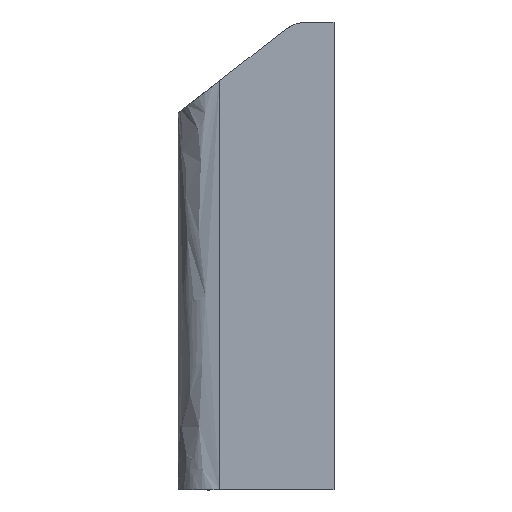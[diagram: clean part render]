
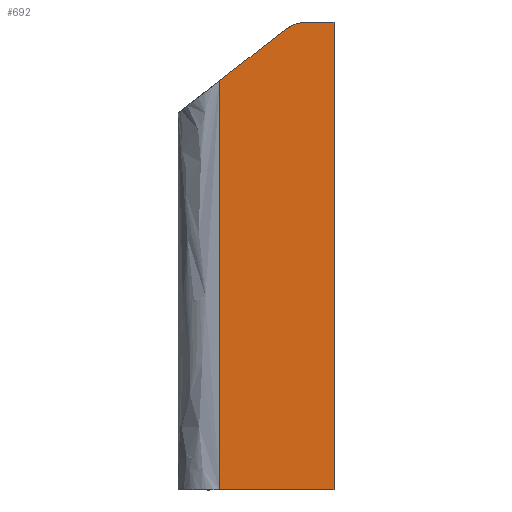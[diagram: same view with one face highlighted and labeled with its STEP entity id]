
A CAD part, front view. The second image highlights one B-rep face of the part: STEP entity #692.
In plain terms, the highlighted free-form (B-spline) face has degree [1, 1] with [2, 2] control points.
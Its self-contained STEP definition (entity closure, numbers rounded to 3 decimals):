
#29 = EDGE_CURVE ( 'NONE', #800, #678, #1127, .T. ) ;
#33 = B_SPLINE_CURVE_WITH_KNOTS ( 'NONE', 3,
 ( #1235, #280, #426, #537 ),
 .UNSPECIFIED., .F., .F.,
 ( 4, 4 ),
 ( 0., 1. ),
 .UNSPECIFIED. ) ;
#34 = CARTESIAN_POINT ( 'NONE',  ( 17.358, -83.592, -180. ) ) ;
#73 = CARTESIAN_POINT ( 'NONE',  ( 3.42, -83.592, -0.543 ) ) ;
#89 = ORIENTED_EDGE ( 'NONE', *, *, #574, .T. ) ;
#93 = CARTESIAN_POINT ( 'NONE',  ( 7.504, -83.592, 0. ) ) ;
#161 = CARTESIAN_POINT ( 'NONE',  ( -26.642, -83.592, -180. ) ) ;
#191 = CARTESIAN_POINT ( 'NONE',  ( -26.642, -83.592, -22.556 ) ) ;
#208 = CARTESIAN_POINT ( 'NONE',  ( -1.705, -83.592, -3.16 ) ) ;
#216 = CARTESIAN_POINT ( 'NONE',  ( 6.676, -83.592, 0. ) ) ;
#221 = ORIENTED_EDGE ( 'NONE', *, *, #29, .T. ) ;
#274 = CARTESIAN_POINT ( 'NONE',  ( -26.642, -83.592, -180. ) ) ;
#280 = CARTESIAN_POINT ( 'NONE',  ( -10.017, -83.592, -9.625 ) ) ;
#316 = CARTESIAN_POINT ( 'NONE',  ( 1.853, -83.592, -1.081 ) ) ;
#348 = EDGE_CURVE ( 'NONE', #898, #1414, #529, .T. ) ;
#379 = CARTESIAN_POINT ( 'NONE',  ( 4.22, -83.592, -0.341 ) ) ;
#380 = CARTESIAN_POINT ( 'NONE',  ( 17.358, -83.592, -180. ) ) ;
#390 = CARTESIAN_POINT ( 'NONE',  ( 17.358, -83.592, -180. ) ) ;
#416 = B_SPLINE_CURVE_WITH_KNOTS ( 'NONE', 1,
 ( #611, #380 ),
 .UNSPECIFIED., .F., .F.,
 ( 2, 2 ),
 ( 0., 1. ),
 .UNSPECIFIED. ) ;
#426 = CARTESIAN_POINT ( 'NONE',  ( -18.33, -83.592, -16.09 ) ) ;
#435 = B_SPLINE_CURVE_WITH_KNOTS ( 'NONE', 1,
 ( #1158, #593 ),
 .UNSPECIFIED., .F., .F.,
 ( 2, 2 ),
 ( 0., 1. ),
 .UNSPECIFIED. ) ;
#484 = ORIENTED_EDGE ( 'NONE', *, *, #873, .T. ) ;
#497 = EDGE_CURVE ( 'NONE', #1137, #898, #888, .T. ) ;
#508 = CARTESIAN_POINT ( 'NONE',  ( 17.358, -83.592, 0. ) ) ;
#529 = B_SPLINE_CURVE_WITH_KNOTS ( 'NONE', 3,
 ( #93, #216, #847, #379, #73, #316, #923, #684, #1351, #914 ),
 .UNSPECIFIED., .F., .F.,
 ( 4, 2, 2, 2, 4 ),
 ( 0., 0.165, 0.331, 0.496, 0.661 ),
 .UNSPECIFIED. ) ;
#537 = CARTESIAN_POINT ( 'NONE',  ( -26.642, -83.592, -22.556 ) ) ;
#539 = B_SPLINE_SURFACE_WITH_KNOTS ( 'NONE', 1, 1, ( 
 ( #390, #161 ),
 ( #508, #1287 ) ),
 .UNSPECIFIED., .F., .F., .F.,
 ( 2, 2 ),
 ( 2, 2 ),
 ( 0., 1. ),
 ( 0., 1. ),
 .UNSPECIFIED. ) ;
#574 = EDGE_CURVE ( 'NONE', #685, #1137, #435, .T. ) ;
#593 = CARTESIAN_POINT ( 'NONE',  ( 17.358, -83.592, 0. ) ) ;
#611 = CARTESIAN_POINT ( 'NONE',  ( -26.642, -83.592, -180. ) ) ;
#678 = VERTEX_POINT ( 'NONE', #274 ) ;
#684 = CARTESIAN_POINT ( 'NONE',  ( -0.36, -83.592, -2.2 ) ) ;
#685 = VERTEX_POINT ( 'NONE', #34 ) ;
#692 = ADVANCED_FACE ( 'NONE', ( #844 ), #539, .T. ) ;
#739 = CARTESIAN_POINT ( 'NONE',  ( 7.504, -83.592, 0. ) ) ;
#800 = VERTEX_POINT ( 'NONE', #1054 ) ;
#844 = FACE_OUTER_BOUND ( 'NONE', #866, .T. ) ;
#847 = CARTESIAN_POINT ( 'NONE',  ( 5.853, -83.592, -0.068 ) ) ;
#866 = EDGE_LOOP ( 'NONE', ( #1272, #1229, #484, #221, #1114, #89 ) ) ;
#873 = EDGE_CURVE ( 'NONE', #1414, #800, #33, .T. ) ;
#888 = B_SPLINE_CURVE_WITH_KNOTS ( 'NONE', 1,
 ( #1446, #1472 ),
 .UNSPECIFIED., .F., .F.,
 ( 2, 2 ),
 ( 0., 1. ),
 .UNSPECIFIED. ) ;
#898 = VERTEX_POINT ( 'NONE', #739 ) ;
#914 = CARTESIAN_POINT ( 'NONE',  ( -1.705, -83.592, -3.16 ) ) ;
#923 = CARTESIAN_POINT ( 'NONE',  ( 1.097, -83.592, -1.412 ) ) ;
#1054 = CARTESIAN_POINT ( 'NONE',  ( -26.642, -83.592, -22.556 ) ) ;
#1091 = CARTESIAN_POINT ( 'NONE',  ( 17.358, -83.592, 0. ) ) ;
#1114 = ORIENTED_EDGE ( 'NONE', *, *, #1303, .T. ) ;
#1127 = B_SPLINE_CURVE_WITH_KNOTS ( 'NONE', 1,
 ( #191, #1435 ),
 .UNSPECIFIED., .F., .F.,
 ( 2, 2 ),
 ( 0., 1. ),
 .UNSPECIFIED. ) ;
#1137 = VERTEX_POINT ( 'NONE', #1091 ) ;
#1158 = CARTESIAN_POINT ( 'NONE',  ( 17.358, -83.592, -180. ) ) ;
#1229 = ORIENTED_EDGE ( 'NONE', *, *, #348, .T. ) ;
#1235 = CARTESIAN_POINT ( 'NONE',  ( -1.705, -83.592, -3.16 ) ) ;
#1272 = ORIENTED_EDGE ( 'NONE', *, *, #497, .T. ) ;
#1287 = CARTESIAN_POINT ( 'NONE',  ( -26.642, -83.592, 0. ) ) ;
#1303 = EDGE_CURVE ( 'NONE', #678, #685, #416, .T. ) ;
#1351 = CARTESIAN_POINT ( 'NONE',  ( -1.051, -83.592, -2.651 ) ) ;
#1414 = VERTEX_POINT ( 'NONE', #208 ) ;
#1435 = CARTESIAN_POINT ( 'NONE',  ( -26.642, -83.592, -180. ) ) ;
#1446 = CARTESIAN_POINT ( 'NONE',  ( 17.358, -83.592, 0. ) ) ;
#1472 = CARTESIAN_POINT ( 'NONE',  ( 7.504, -83.592, 0. ) ) ;
